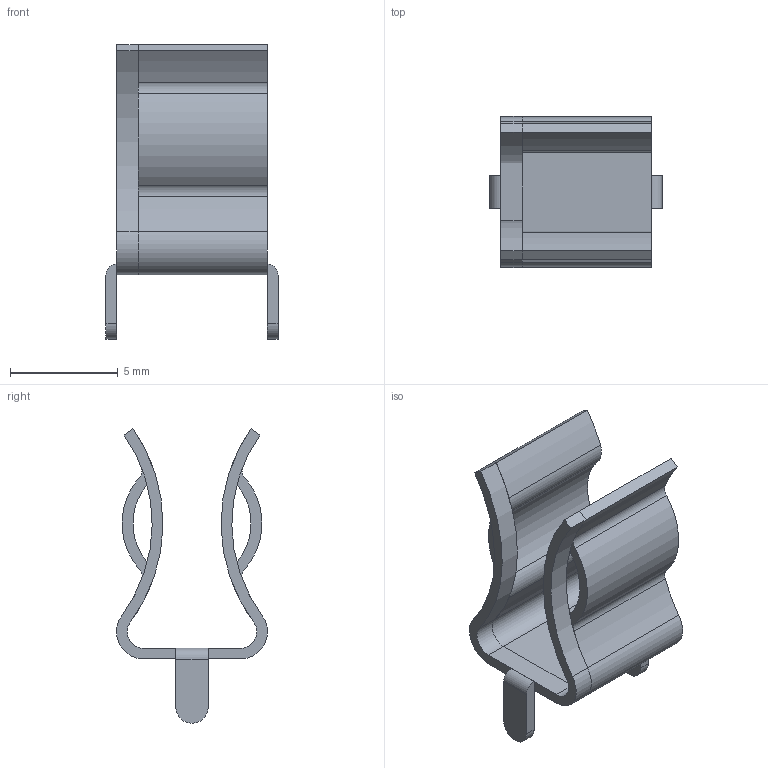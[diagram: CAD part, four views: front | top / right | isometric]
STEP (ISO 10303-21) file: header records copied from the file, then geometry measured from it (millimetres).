
FILE_DESCRIPTION (( 'STEP AP214' ), '1' );
FILE_NAME ('User Library-FH-103 fuse holder 6.4mm.STEP', '2021-08-18T03:58:40', ( '' ), ( '' ), 'SwSTEP 2.0', 'SolidWorks 2021', '' );
FILE_SCHEMA (( 'AUTOMOTIVE_DESIGN' ));
Length unit declared in the file: millimetre
Products named in the file (1): User Library-FH-103 fuse holder 6.4mm
Bounding box: 8 x 7.02 x 13.69 mm (x, y, z)
Volume: 103.2 mm3; surface area: 484.6 mm2
Topology: 4 solids, 4 shells, 62 faces, 162 edges, 108 vertices
Faces by surface type: cylinder 40, plane 22
Entity records: 2007 total; most frequent: DIRECTION 368, CARTESIAN_POINT 333, ORIENTED_EDGE 324, EDGE_CURVE 162, AXIS2_PLACEMENT_3D 143, VERTEX_POINT 108, VECTOR 82, LINE 82
